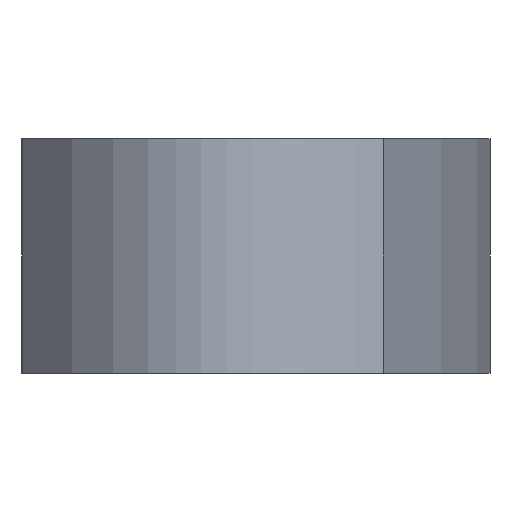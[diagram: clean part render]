
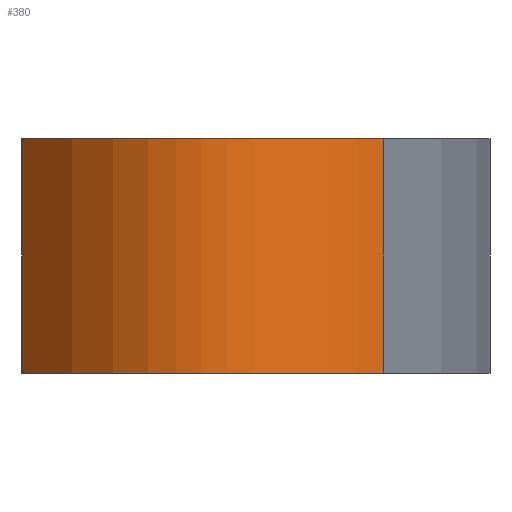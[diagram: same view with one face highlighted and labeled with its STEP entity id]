
A CAD part, left-side view. The second image highlights one B-rep face of the part: STEP entity #380.
In plain terms, the highlighted free-form (B-spline) face has degree [2, 1] with [3, 2] control points.
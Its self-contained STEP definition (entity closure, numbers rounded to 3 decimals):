
#29 = CARTESIAN_POINT ( 'NONE',  ( -42.54, 8.683, 0. ) ) ;
#97 = EDGE_CURVE ( 'NONE', #839, #781, #1004, .T. ) ;
#114 = CARTESIAN_POINT ( 'NONE',  ( -42.54, 8.683, 0. ) ) ;
#116 = CARTESIAN_POINT ( 'NONE',  ( -61.648, -6.073, 20. ) ) ;
#120 = CARTESIAN_POINT ( 'NONE',  ( -42.54, 8.683, 0. ) ) ;
#142 = ORIENTED_EDGE ( 'NONE', *, *, #588, .F. ) ;
#161 = CARTESIAN_POINT ( 'NONE',  ( -42.54, 8.683, 20. ) ) ;
#162 = VECTOR ( 'NONE', #650, 1000. ) ;
#196 = FACE_OUTER_BOUND ( 'NONE', #1110, .T. ) ;
#197 = CARTESIAN_POINT ( 'NONE',  ( -45.874, -22.155, 0. ) ) ;
#211 = CARTESIAN_POINT ( 'NONE',  ( -61.648, -6.073, 0. ) ) ;
#220 = CARTESIAN_POINT ( 'NONE',  ( -45.874, -22.155, 20. ) ) ;
#267 = ORIENTED_EDGE ( 'NONE', *, *, #97, .F. ) ;
#270 = VECTOR ( 'NONE', #875, 1000. ) ;
#368 = B_SPLINE_CURVE_WITH_KNOTS ( 'NONE', 2,
 ( #114, #211, #197 ),
 .UNSPECIFIED., .F., .F.,
 ( 3, 3 ),
 ( 0.498, 0.501 ),
 .UNSPECIFIED. ) ;
#380 = ADVANCED_FACE ( 'NONE', ( #196 ), #617, .F. ) ;
#513 = VERTEX_POINT ( 'NONE', #644 ) ;
#584 = CARTESIAN_POINT ( 'NONE',  ( -45.874, -22.155, 20. ) ) ;
#588 = EDGE_CURVE ( 'NONE', #781, #513, #993, .T. ) ;
#617 = B_SPLINE_SURFACE_WITH_KNOTS ( 'NONE', 2, 1, ( 
 ( #1053, #120 ),
 ( #116, #869 ),
 ( #635, #625 ) ),
 .UNSPECIFIED., .F., .F., .F.,
 ( 3, 3 ),
 ( 2, 2 ),
 ( 0.498, 0.501 ),
 ( 0., 1. ),
 .UNSPECIFIED. ) ;
#625 = CARTESIAN_POINT ( 'NONE',  ( -45.874, -22.155, 0. ) ) ;
#635 = CARTESIAN_POINT ( 'NONE',  ( -45.874, -22.155, 20. ) ) ;
#644 = CARTESIAN_POINT ( 'NONE',  ( -45.874, -22.155, 0. ) ) ;
#650 = DIRECTION ( 'NONE',  ( 0., 0., -1. ) ) ;
#726 = CARTESIAN_POINT ( 'NONE',  ( -42.54, 8.683, 20. ) ) ;
#746 = CARTESIAN_POINT ( 'NONE',  ( -61.648, -6.073, 20. ) ) ;
#781 = VERTEX_POINT ( 'NONE', #911 ) ;
#787 = LINE ( 'NONE', #726, #270 ) ;
#788 = ORIENTED_EDGE ( 'NONE', *, *, #972, .T. ) ;
#839 = VERTEX_POINT ( 'NONE', #897 ) ;
#856 = VERTEX_POINT ( 'NONE', #29 ) ;
#869 = CARTESIAN_POINT ( 'NONE',  ( -61.648, -6.073, 0. ) ) ;
#875 = DIRECTION ( 'NONE',  ( 0., 0., -1. ) ) ;
#897 = CARTESIAN_POINT ( 'NONE',  ( -42.54, 8.683, 20. ) ) ;
#911 = CARTESIAN_POINT ( 'NONE',  ( -45.874, -22.155, 20. ) ) ;
#944 = EDGE_CURVE ( 'NONE', #856, #513, #368, .T. ) ;
#972 = EDGE_CURVE ( 'NONE', #839, #856, #787, .T. ) ;
#993 = LINE ( 'NONE', #220, #162 ) ;
#1004 = B_SPLINE_CURVE_WITH_KNOTS ( 'NONE', 2,
 ( #161, #746, #584 ),
 .UNSPECIFIED., .F., .F.,
 ( 3, 3 ),
 ( 0.498, 0.501 ),
 .UNSPECIFIED. ) ;
#1053 = CARTESIAN_POINT ( 'NONE',  ( -42.54, 8.683, 20. ) ) ;
#1107 = ORIENTED_EDGE ( 'NONE', *, *, #944, .T. ) ;
#1110 = EDGE_LOOP ( 'NONE', ( #1107, #142, #267, #788 ) ) ;
